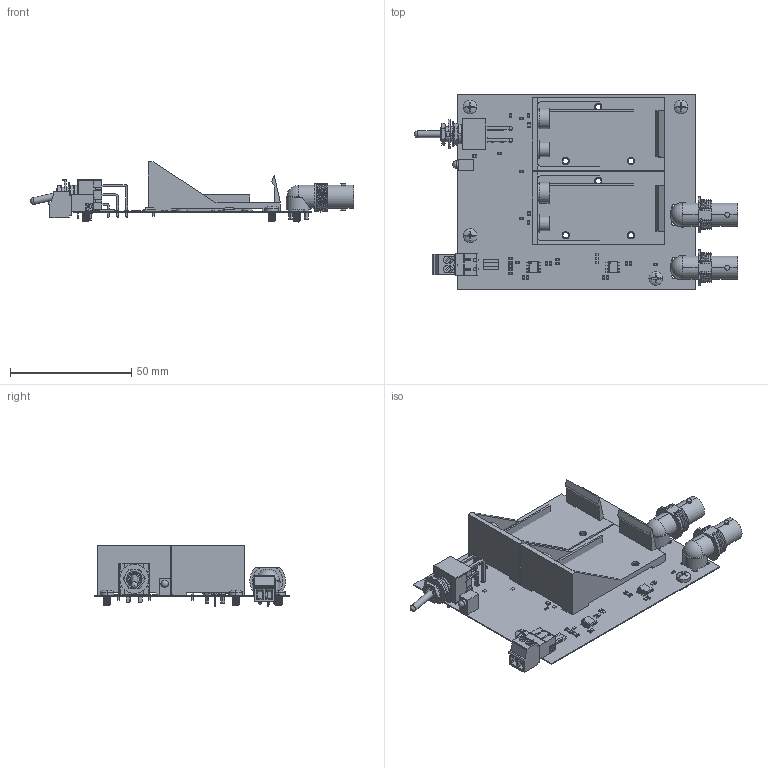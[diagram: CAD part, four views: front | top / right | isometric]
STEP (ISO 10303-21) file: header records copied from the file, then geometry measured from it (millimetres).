
FILE_DESCRIPTION(('Open CASCADE Model'),'2;1');
FILE_NAME('Open CASCADE Shape Model','2018-07-07T07:28:52',('Author'),( 'Open CASCADE'),'Open CASCADE STEP processor 6.8','Open CASCADE 6.8' ,'Unknown');
FILE_SCHEMA(('AUTOMOTIVE_DESIGN { 1 0 10303 214 1 1 1 1 }'));
Length unit declared in the file: millimetre
Products named in the file (81): PCB; Board; 10X; c-5-1634556-0-f-3d; C1; User_Library-TNPW0603; C11; C12; C4; C5; User_Library-CR2012-0805; C6; C13; C14; C9; C10; CN1; BATTARY_HOLDER; 1120436920; Extruded; CN2; CN3; 1803277; 1803578; mc_1.5-2-st-3.81; L1; L2; L3; R1; R2; R3; R6; 1120437056; 1120437192; 1120437328; 1120437464; R5; R7; R8; R9 ...
Assembly tree (116 placements, depth 4):
  PCB
    Board
    10X
      c-5-1634556-0-f-3d
    C1
      User_Library-TNPW0603
    C11
      User_Library-TNPW0603
    C12
      User_Library-TNPW0603
    C4
      User_Library-TNPW0603
    C5
      User_Library-CR2012-0805
    C6
      User_Library-TNPW0603
    C13
      User_Library-TNPW0603
    C14
      User_Library-TNPW0603
    C9
      User_Library-TNPW0603
    C10
      User_Library-CR2012-0805
    CN1
      BATTARY_HOLDER
      1120436920
        Extruded
    CN2
      BATTARY_HOLDER
      1120436920
        Extruded
    CN3
      1803277
      1803578
        mc_1.5-2-st-3.81
    L1
      User_Library-TNPW0603
    L2
      User_Library-TNPW0603
    L3
      User_Library-TNPW0603
    R1
      User_Library-TNPW0603
    R2
      User_Library-TNPW0603
    R3
      User_Library-TNPW0603
    R6
      1120437056
        Extruded
      1120437192
        Extruded
      1120437328
        Extruded
      1120437464
        Extruded
    R5
      User_Library-TNPW0603
    R7
Bounding box: 133.38 x 80.25 x 24.99 mm (x, y, z)
Volume: 24646.3 mm3; surface area: 40242.6 mm2
Topology: 68 solids, 69 shells, 2581 faces, 6915 edges, 4559 vertices
Faces by surface type: plane 1950, cylinder 439, cone 87, bspline 70, torus 20, sphere 11, revolution 4
Full cylindrical faces by diameter (mm): 1.1 x2, 1.2 x4, 1.3 x2, 1.5 x2, 1.7 x2, 1.8 x6, 2.29 x6, 2.3 x8, 2.5 x6, 2.794 x1, 3 x11, 4 x2, 4.445 x1, 4.5 x6, 4.699 x1, 5.367 x2, 6 x2, 6.5 x2, 7.5 x4, 8.5 x2, 10.211 x1
Entity records: 49747 total; most frequent: CARTESIAN_POINT 13342, ORIENTED_EDGE 6164, DIRECTION 6108, EDGE_CURVE 3082, LINE 2142, VECTOR 2142, VERTEX_POINT 2017, AXIS2_PLACEMENT_3D 1982
